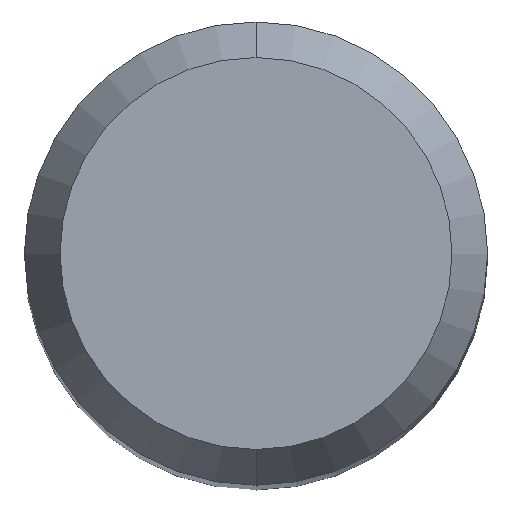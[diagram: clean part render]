
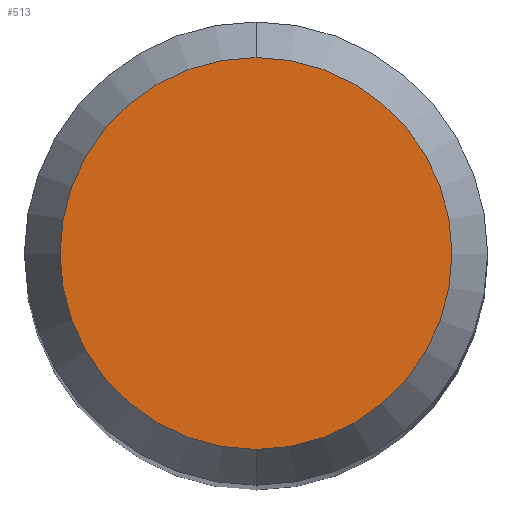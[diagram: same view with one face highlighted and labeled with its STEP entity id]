
A CAD part, top view. The second image highlights one B-rep face of the part: STEP entity #513.
In plain terms, the highlighted planar face has unit normal (0, 0, 1).
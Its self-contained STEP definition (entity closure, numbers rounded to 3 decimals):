
#263=VERTEX_POINT('',#626);
#319=VERTEX_POINT('',#692);
#397=EDGE_CURVE('',#263,#319,#775,.T.);
#467=EDGE_CURVE('',#319,#263,#858,.T.);
#513=ADVANCED_FACE('',(#906),#907,.T.);
#626=CARTESIAN_POINT('',(0.0,2.538,0.0));
#692=CARTESIAN_POINT('',(0.,-2.538,0.0));
#775=CIRCLE('',#1326,2.538);
#858=CIRCLE('',#1454,2.538);
#906=FACE_OUTER_BOUND('',#1584,.T.);
#907=PLANE('',#1585);
#1326=AXIS2_PLACEMENT_3D('',#1880,#1881,#1882);
#1454=AXIS2_PLACEMENT_3D('',#2010,#2011,#2012);
#1584=EDGE_LOOP('',(#2060,#2061));
#1585=AXIS2_PLACEMENT_3D('',#2062,#2063,#2064);
#1880=CARTESIAN_POINT('',(0.0,0.0,0.0));
#1881=DIRECTION('',(0.0,0.0,-1.0));
#1882=DIRECTION('',(0.0,1.0,0.0));
#2010=CARTESIAN_POINT('',(0.0,0.0,0.0));
#2011=DIRECTION('',(0.0,0.0,-1.0));
#2012=DIRECTION('',(0.0,1.0,0.0));
#2060=ORIENTED_EDGE('',*,*,#397,.F.);
#2061=ORIENTED_EDGE('',*,*,#467,.F.);
#2062=CARTESIAN_POINT('',(0.0,1.269,0.0));
#2063=DIRECTION('',(-0.0,0.0,1.0));
#2064=DIRECTION('',(0.0,-1.0,0.0));
